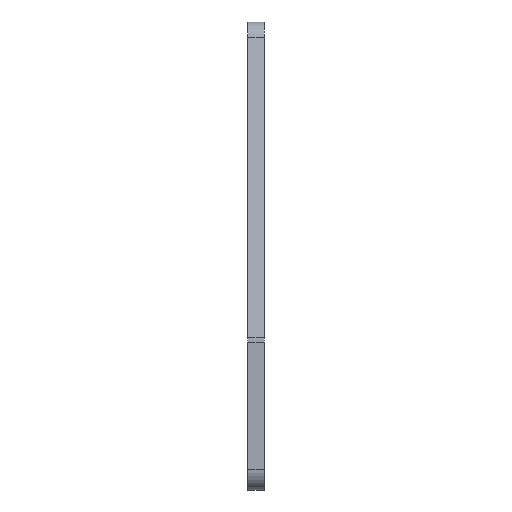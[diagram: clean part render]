
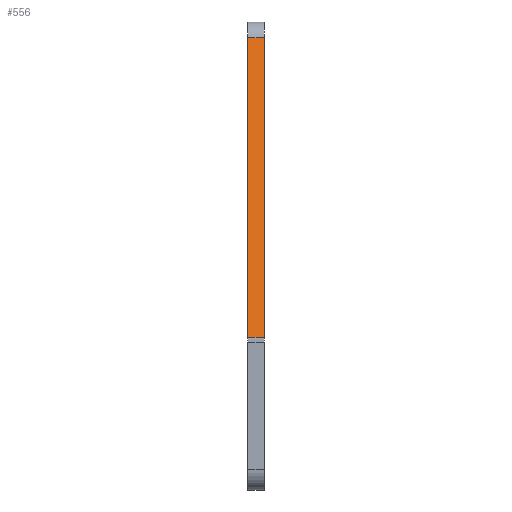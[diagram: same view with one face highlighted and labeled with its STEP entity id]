
A CAD part, left-side view. The second image highlights one B-rep face of the part: STEP entity #556.
In plain terms, the highlighted planar face has unit normal (-0.97, 0, 0.242).
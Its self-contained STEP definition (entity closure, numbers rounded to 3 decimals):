
#17 = VECTOR ( 'NONE', #593, 1000. ) ;
#32 = CARTESIAN_POINT ( 'NONE',  ( -18.425, 2., 10.114 ) ) ;
#38 = CARTESIAN_POINT ( 'NONE',  ( -8.829, 0., 48.5 ) ) ;
#59 = CARTESIAN_POINT ( 'NONE',  ( -8.829, 0., 48.5 ) ) ;
#88 = LINE ( 'NONE', #523, #584 ) ;
#94 = ORIENTED_EDGE ( 'NONE', *, *, #550, .T. ) ;
#98 = VERTEX_POINT ( 'NONE', #218 ) ;
#100 = DIRECTION ( 'NONE',  ( -0.243, 0., -0.97 ) ) ;
#112 = CARTESIAN_POINT ( 'NONE',  ( -9.302, 0., 46.606 ) ) ;
#121 = DIRECTION ( 'NONE',  ( -0.243, 0., -0.97 ) ) ;
#124 = LINE ( 'NONE', #59, #712 ) ;
#149 = ORIENTED_EDGE ( 'NONE', *, *, #407, .F. ) ;
#202 = DIRECTION ( 'NONE',  ( 0., 1., 0. ) ) ;
#206 = VERTEX_POINT ( 'NONE', #112 ) ;
#218 = CARTESIAN_POINT ( 'NONE',  ( -18.425, 0., 10.114 ) ) ;
#230 = VECTOR ( 'NONE', #202, 1000. ) ;
#234 = ORIENTED_EDGE ( 'NONE', *, *, #501, .F. ) ;
#236 = CARTESIAN_POINT ( 'NONE',  ( -9.302, 0., 46.606 ) ) ;
#271 = ORIENTED_EDGE ( 'NONE', *, *, #615, .F. ) ;
#346 = DIRECTION ( 'NONE',  ( -0.97, 0., 0.243 ) ) ;
#407 = EDGE_CURVE ( 'NONE', #98, #516, #570, .T. ) ;
#431 = CARTESIAN_POINT ( 'NONE',  ( -9.302, 2., 46.606 ) ) ;
#468 = DIRECTION ( 'NONE',  ( -0.243, 0., -0.97 ) ) ;
#501 = EDGE_CURVE ( 'NONE', #206, #98, #124, .T. ) ;
#516 = VERTEX_POINT ( 'NONE', #32 ) ;
#523 = CARTESIAN_POINT ( 'NONE',  ( -8.829, 2., 48.5 ) ) ;
#532 = EDGE_LOOP ( 'NONE', ( #94, #149, #234, #271 ) ) ;
#550 = EDGE_CURVE ( 'NONE', #769, #516, #88, .T. ) ;
#556 = ADVANCED_FACE ( 'NONE', ( #700 ), #750, .T. ) ;
#570 = LINE ( 'NONE', #619, #230 ) ;
#584 = VECTOR ( 'NONE', #100, 1000. ) ;
#593 = DIRECTION ( 'NONE',  ( 0., -1., 0. ) ) ;
#615 = EDGE_CURVE ( 'NONE', #769, #206, #760, .T. ) ;
#619 = CARTESIAN_POINT ( 'NONE',  ( -18.425, 0., 10.114 ) ) ;
#699 = AXIS2_PLACEMENT_3D ( 'NONE', #38, #346, #468 ) ;
#700 = FACE_OUTER_BOUND ( 'NONE', #532, .T. ) ;
#712 = VECTOR ( 'NONE', #121, 1000. ) ;
#750 = PLANE ( 'NONE',  #699 ) ;
#760 = LINE ( 'NONE', #236, #17 ) ;
#769 = VERTEX_POINT ( 'NONE', #431 ) ;
